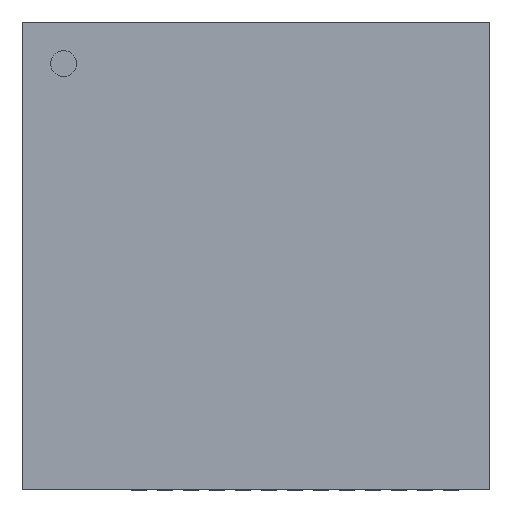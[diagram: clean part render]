
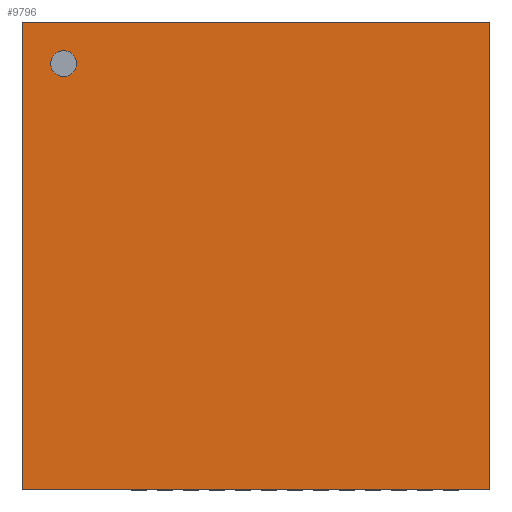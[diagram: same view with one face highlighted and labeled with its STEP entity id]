
A CAD part, top view. The second image highlights one B-rep face of the part: STEP entity #9796.
In plain terms, the highlighted planar face has unit normal (0, 0, 1).
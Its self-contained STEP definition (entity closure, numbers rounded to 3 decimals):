
#326=CARTESIAN_POINT('',(-3.45,3.7,1.0));
#327=VERTEX_POINT('',#326);
#336=CARTESIAN_POINT('',(-3.95,3.7,1.0));
#337=VERTEX_POINT('',#336);
#338=CARTESIAN_POINT('',(-3.7,3.7,1.0));
#339=DIRECTION('',(0.0,0.0,-1.0));
#340=DIRECTION('',(1.0,0.0,0.0));
#341=AXIS2_PLACEMENT_3D('',#338,#339,#340);
#342=CIRCLE('',#341,0.25);
#343=EDGE_CURVE('',#337,#327,#342,.T.);
#377=CARTESIAN_POINT('',(-3.7,3.7,1.0));
#378=DIRECTION('',(0.0,0.0,-1.0));
#379=DIRECTION('',(1.0,0.0,0.0));
#380=AXIS2_PLACEMENT_3D('',#377,#378,#379);
#381=CIRCLE('',#380,0.25);
#382=EDGE_CURVE('',#327,#337,#381,.T.);
#9440=CARTESIAN_POINT('',(-4.5,4.5,1.0));
#9441=VERTEX_POINT('',#9440);
#9448=CARTESIAN_POINT('',(4.5,4.5,1.0));
#9449=VERTEX_POINT('',#9448);
#9450=CARTESIAN_POINT('',(-4.5,4.5,1.0));
#9451=DIRECTION('',(1.0,0.0,0.0));
#9452=VECTOR('',#9451,9.0);
#9453=LINE('',#9450,#9452);
#9454=EDGE_CURVE('',#9441,#9449,#9453,.T.);
#9536=CARTESIAN_POINT('',(4.5,-4.5,1.0));
#9537=VERTEX_POINT('',#9536);
#9538=CARTESIAN_POINT('',(4.5,4.5,1.0));
#9539=DIRECTION('',(0.0,-1.0,0.0));
#9540=VECTOR('',#9539,9.0);
#9541=LINE('',#9538,#9540);
#9542=EDGE_CURVE('',#9449,#9537,#9541,.T.);
#9624=CARTESIAN_POINT('',(-4.5,-4.5,1.0));
#9625=VERTEX_POINT('',#9624);
#9626=CARTESIAN_POINT('',(4.5,-4.5,1.0));
#9627=DIRECTION('',(-1.0,0.0,0.0));
#9628=VECTOR('',#9627,9.0);
#9629=LINE('',#9626,#9628);
#9630=EDGE_CURVE('',#9537,#9625,#9629,.T.);
#9712=CARTESIAN_POINT('',(-4.5,-4.5,1.0));
#9713=DIRECTION('',(0.0,1.0,0.0));
#9714=VECTOR('',#9713,9.0);
#9715=LINE('',#9712,#9714);
#9716=EDGE_CURVE('',#9625,#9441,#9715,.T.);
#9781=CARTESIAN_POINT('',(0.,0.0,1.0));
#9782=DIRECTION('',(0.0,0.0,1.0));
#9783=DIRECTION('',(1.0,0.0,0.0));
#9784=AXIS2_PLACEMENT_3D('',#9781,#9782,#9783);
#9785=PLANE('',#9784);
#9786=ORIENTED_EDGE('',*,*,#9454,.F.);
#9787=ORIENTED_EDGE('',*,*,#9716,.F.);
#9788=ORIENTED_EDGE('',*,*,#9630,.F.);
#9789=ORIENTED_EDGE('',*,*,#9542,.F.);
#9790=EDGE_LOOP('',(#9786,#9787,#9788,#9789));
#9791=FACE_OUTER_BOUND('',#9790,.T.);
#9792=ORIENTED_EDGE('',*,*,#382,.T.);
#9793=ORIENTED_EDGE('',*,*,#343,.T.);
#9794=EDGE_LOOP('',(#9792,#9793));
#9795=FACE_BOUND('',#9794,.T.);
#9796=ADVANCED_FACE('',(#9791,#9795),#9785,.T.);
